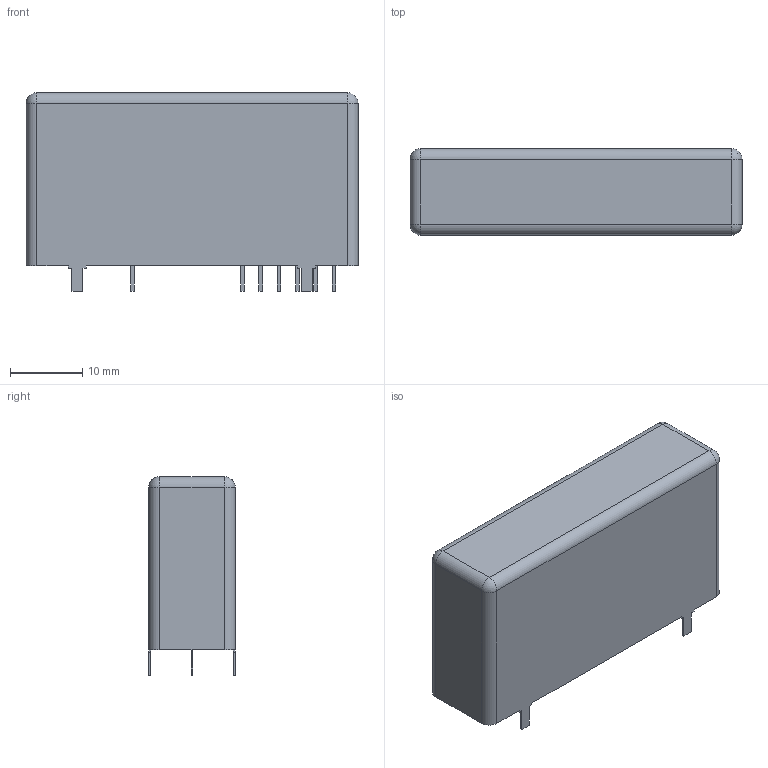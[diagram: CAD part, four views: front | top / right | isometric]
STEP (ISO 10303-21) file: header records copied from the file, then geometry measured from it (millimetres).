
FILE_DESCRIPTION((''),'2;1');
FILE_NAME('power supply C4900B series.stp','2012-07-13T10:17:42',('RoDe'),(''),'Autodesk Inventor 2012','Autodesk Inventor 2012','');
FILE_SCHEMA(('AUTOMOTIVE_DESIGN { 1 0 10303 214 1 1 1 1 }'));
Length unit declared in the file: millimetre
Products named in the file (1): power supply C4900B series
Bounding box: 46 x 12 x 27.5 mm (x, y, z)
Volume: 13106.1 mm3; surface area: 3850.1 mm2
Topology: 1 solids, 1 shells, 93 faces, 243 edges, 158 vertices
Faces by surface type: plane 77, cylinder 12, sphere 4
Entity records: 2823 total; most frequent: CARTESIAN_POINT 490, ORIENTED_EDGE 480, DIRECTION 452, EDGE_CURVE 240, VECTOR 216, LINE 216, VERTEX_POINT 156, AXIS2_PLACEMENT_3D 118
